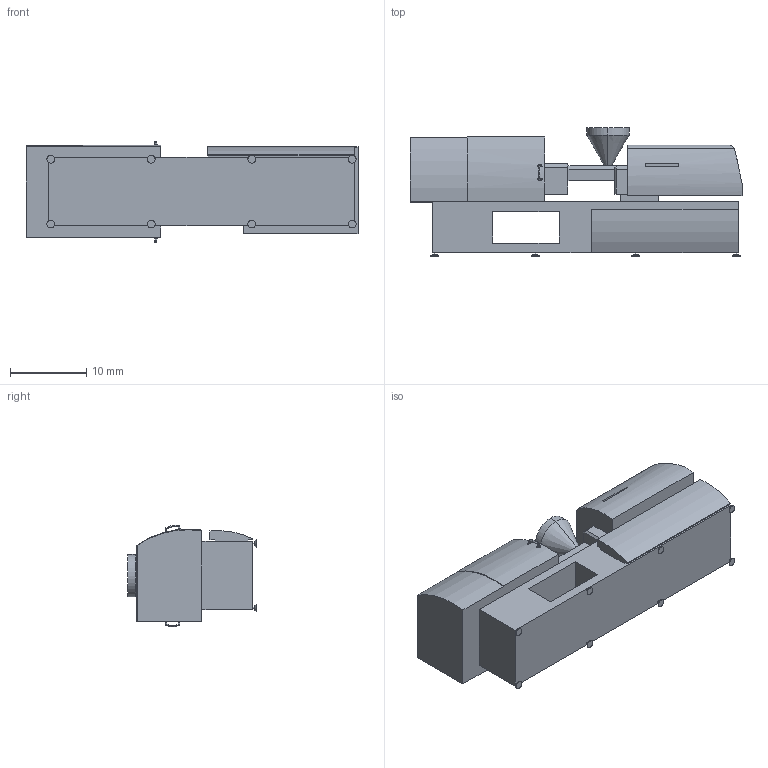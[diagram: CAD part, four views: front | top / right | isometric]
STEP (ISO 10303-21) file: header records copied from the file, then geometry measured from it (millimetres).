
FILE_DESCRIPTION(/* description */ (''),/* implementation_level */ '2;1');
FILE_NAME(/* name */ 'Injection_molding_100.stp',/* time_stamp */ '2022-06-19T18:06:37-05:00',/* author */ ('Yeison'),/* organization */ (''),/* preprocessor_version */ 'ST-DEVELOPER v18.1',/* originating_system */ 'Autodesk Inventor 2022',/* authorisation */ '');
FILE_SCHEMA (('AUTOMOTIVE_DESIGN { 1 0 10303 214 3 1 1 }'));
Length unit declared in the file: inch
Products named in the file (1): Part1
Bounding box: 43.6 x 16.92 x 13.35 mm (x, y, z)
Volume: 5184.4 mm3; surface area: 3111.5 mm2
Topology: 7 solids, 7 shells, 201 faces, 476 edges, 300 vertices
Faces by surface type: plane 101, cylinder 64, cone 18, bspline 18
Entity records: 7361 total; most frequent: CARTESIAN_POINT 2451, DIRECTION 971, ORIENTED_EDGE 936, EDGE_CURVE 468, AXIS2_PLACEMENT_3D 348, VERTEX_POINT 300, LINE 275, VECTOR 275
